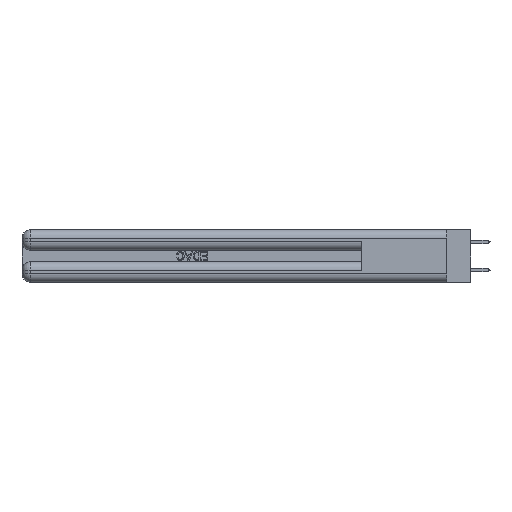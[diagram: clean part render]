
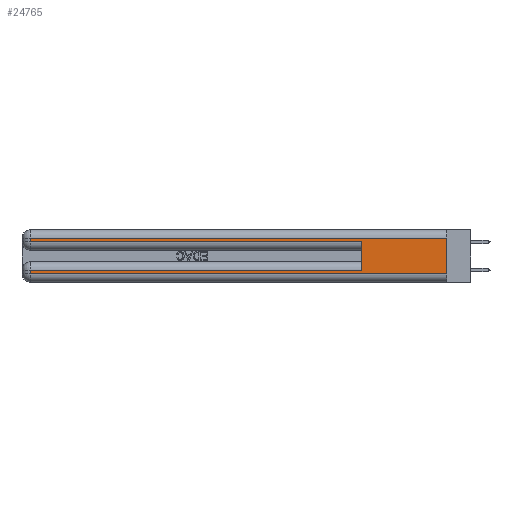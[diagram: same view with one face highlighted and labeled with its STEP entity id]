
A CAD part, left-side view. The second image highlights one B-rep face of the part: STEP entity #24765.
In plain terms, the highlighted planar face has unit normal (-1, 0, 0).
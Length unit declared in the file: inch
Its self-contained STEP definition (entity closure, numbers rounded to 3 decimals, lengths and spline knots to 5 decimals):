
#1610 = VERTEX_POINT ( 'NONE', #39674 ) ;
#2324 = VERTEX_POINT ( 'NONE', #30263 ) ;
#2517 = CARTESIAN_POINT ( 'NONE',  ( 0., 2.94, 0.37 ) ) ;
#2582 = VECTOR ( 'NONE', #37948, 39.37008 ) ;
#2753 = CARTESIAN_POINT ( 'NONE',  ( 0., 0.6, 0.145 ) ) ;
#3405 = LINE ( 'NONE', #44959, #5070 ) ;
#4090 = CARTESIAN_POINT ( 'NONE',  ( 0., 0., 0.085 ) ) ;
#4199 = EDGE_CURVE ( 'NONE', #28514, #24394, #6952, .T. ) ;
#4255 = CARTESIAN_POINT ( 'NONE',  ( 0., 0., 0.31 ) ) ;
#5070 = VECTOR ( 'NONE', #27729, 39.37008 ) ;
#5143 = CARTESIAN_POINT ( 'NONE',  ( 0., 0., 0.06 ) ) ;
#6952 = LINE ( 'NONE', #2517, #2582 ) ;
#7033 = ORIENTED_EDGE ( 'NONE', *, *, #31663, .F. ) ;
#12720 = DIRECTION ( 'NONE',  ( 0., 0., -1. ) ) ;
#12821 = CARTESIAN_POINT ( 'NONE',  ( 0., 0., 0.06 ) ) ;
#13135 = DIRECTION ( 'NONE',  ( 0., 0., 1. ) ) ;
#14359 = ORIENTED_EDGE ( 'NONE', *, *, #40018, .T. ) ;
#14510 = DIRECTION ( 'NONE',  ( 0., 1., 0. ) ) ;
#15048 = AXIS2_PLACEMENT_3D ( 'NONE', #44333, #30313, #19869 ) ;
#15064 = DIRECTION ( 'NONE',  ( 0., -1., 0. ) ) ;
#15456 = EDGE_LOOP ( 'NONE', ( #7033, #23555, #14359, #29759, #19610, #36815, #36977, #15519 ) ) ;
#15519 = ORIENTED_EDGE ( 'NONE', *, *, #32947, .T. ) ;
#16140 = LINE ( 'NONE', #5143, #27673 ) ;
#17868 = VECTOR ( 'NONE', #13135, 39.37008 ) ;
#19610 = ORIENTED_EDGE ( 'NONE', *, *, #44855, .F. ) ;
#19708 = PLANE ( 'NONE',  #15048 ) ;
#19869 = DIRECTION ( 'NONE',  ( 0., 0., -1. ) ) ;
#20028 = VECTOR ( 'NONE', #25250, 39.37008 ) ;
#21806 = VERTEX_POINT ( 'NONE', #36554 ) ;
#23062 = VECTOR ( 'NONE', #14510, 39.37008 ) ;
#23458 = LINE ( 'NONE', #4255, #31634 ) ;
#23555 = ORIENTED_EDGE ( 'NONE', *, *, #44387, .T. ) ;
#24140 = LINE ( 'NONE', #4090, #23062 ) ;
#24394 = VERTEX_POINT ( 'NONE', #42466 ) ;
#24765 = ADVANCED_FACE ( 'NONE', ( #42005 ), #19708, .F. ) ;
#25250 = DIRECTION ( 'NONE',  ( 0., -1., 0. ) ) ;
#25357 = VERTEX_POINT ( 'NONE', #30400 ) ;
#25724 = CARTESIAN_POINT ( 'NONE',  ( 0., 0., 0.37 ) ) ;
#25848 = VERTEX_POINT ( 'NONE', #32622 ) ;
#26599 = VERTEX_POINT ( 'NONE', #12821 ) ;
#27673 = VECTOR ( 'NONE', #15064, 39.37008 ) ;
#27707 = VECTOR ( 'NONE', #12720, 39.37008 ) ;
#27729 = DIRECTION ( 'NONE',  ( 0., 0., -1. ) ) ;
#28220 = DIRECTION ( 'NONE',  ( 0., 1., 0. ) ) ;
#28514 = VERTEX_POINT ( 'NONE', #33941 ) ;
#28779 = EDGE_CURVE ( 'NONE', #25357, #28514, #24140, .T. ) ;
#29759 = ORIENTED_EDGE ( 'NONE', *, *, #31625, .T. ) ;
#29971 = LINE ( 'NONE', #2753, #17868 ) ;
#30263 = CARTESIAN_POINT ( 'NONE',  ( 0., 0., 0.31 ) ) ;
#30313 = DIRECTION ( 'NONE',  ( 1., 0., 0. ) ) ;
#30400 = CARTESIAN_POINT ( 'NONE',  ( 0., 0.6, 0.085 ) ) ;
#31625 = EDGE_CURVE ( 'NONE', #1610, #21806, #44228, .T. ) ;
#31634 = VECTOR ( 'NONE', #28220, 39.37008 ) ;
#31663 = EDGE_CURVE ( 'NONE', #2324, #26599, #44796, .T. ) ;
#32622 = CARTESIAN_POINT ( 'NONE',  ( 0., 2.94, 0.31 ) ) ;
#32631 = CARTESIAN_POINT ( 'NONE',  ( 0., 0., 0.285 ) ) ;
#32947 = EDGE_CURVE ( 'NONE', #24394, #26599, #16140, .T. ) ;
#33941 = CARTESIAN_POINT ( 'NONE',  ( 0., 2.94, 0.085 ) ) ;
#36554 = CARTESIAN_POINT ( 'NONE',  ( 0., 0.6, 0.285 ) ) ;
#36815 = ORIENTED_EDGE ( 'NONE', *, *, #28779, .T. ) ;
#36977 = ORIENTED_EDGE ( 'NONE', *, *, #4199, .T. ) ;
#37948 = DIRECTION ( 'NONE',  ( 0., 0., -1. ) ) ;
#39674 = CARTESIAN_POINT ( 'NONE',  ( 0., 2.94, 0.285 ) ) ;
#40018 = EDGE_CURVE ( 'NONE', #25848, #1610, #3405, .T. ) ;
#42005 = FACE_OUTER_BOUND ( 'NONE', #15456, .T. ) ;
#42466 = CARTESIAN_POINT ( 'NONE',  ( 0., 2.94, 0.06 ) ) ;
#44228 = LINE ( 'NONE', #32631, #20028 ) ;
#44333 = CARTESIAN_POINT ( 'NONE',  ( 0., 0., 0.37 ) ) ;
#44387 = EDGE_CURVE ( 'NONE', #2324, #25848, #23458, .T. ) ;
#44796 = LINE ( 'NONE', #25724, #27707 ) ;
#44855 = EDGE_CURVE ( 'NONE', #25357, #21806, #29971, .T. ) ;
#44959 = CARTESIAN_POINT ( 'NONE',  ( 0., 2.94, 0.37 ) ) ;
